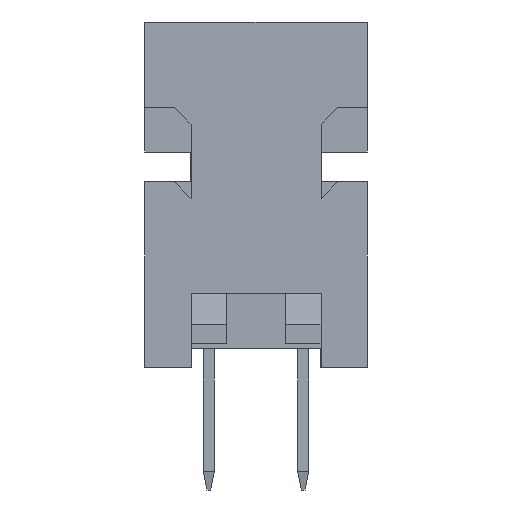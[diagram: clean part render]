
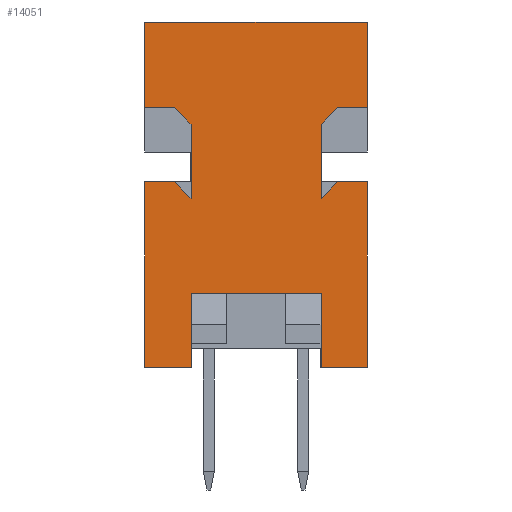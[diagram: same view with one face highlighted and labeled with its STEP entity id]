
A CAD part, front view. The second image highlights one B-rep face of the part: STEP entity #14051.
In plain terms, the highlighted face is planar.
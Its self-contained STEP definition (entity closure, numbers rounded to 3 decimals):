
#508=ORIENTED_EDGE('',*,*,#3356,.F.);
#509=ORIENTED_EDGE('',*,*,#3254,.F.);
#510=ORIENTED_EDGE('',*,*,#3357,.T.);
#511=ORIENTED_EDGE('',*,*,#3358,.F.);
#512=ORIENTED_EDGE('',*,*,#3359,.T.);
#513=ORIENTED_EDGE('',*,*,#3360,.F.);
#514=ORIENTED_EDGE('',*,*,#3361,.F.);
#515=ORIENTED_EDGE('',*,*,#3362,.T.);
#516=ORIENTED_EDGE('',*,*,#3363,.T.);
#517=ORIENTED_EDGE('',*,*,#3364,.F.);
#518=ORIENTED_EDGE('',*,*,#3365,.F.);
#519=ORIENTED_EDGE('',*,*,#3250,.F.);
#520=ORIENTED_EDGE('',*,*,#3366,.F.);
#521=ORIENTED_EDGE('',*,*,#3348,.T.);
#522=ORIENTED_EDGE('',*,*,#3353,.T.);
#523=ORIENTED_EDGE('',*,*,#3367,.T.);
#524=ORIENTED_EDGE('',*,*,#3368,.T.);
#525=ORIENTED_EDGE('',*,*,#3326,.F.);
#526=ORIENTED_EDGE('',*,*,#3354,.T.);
#527=ORIENTED_EDGE('',*,*,#3342,.F.);
#3250=EDGE_CURVE('',#4687,#4688,#5665,.T.);
#3254=EDGE_CURVE('',#4689,#4690,#5669,.T.);
#3326=EDGE_CURVE('',#4738,#4739,#5741,.T.);
#3342=EDGE_CURVE('',#4750,#4751,#5757,.T.);
#3348=EDGE_CURVE('',#4756,#4755,#5763,.T.);
#3353=EDGE_CURVE('',#4755,#4758,#5768,.T.);
#3354=EDGE_CURVE('',#4738,#4751,#5769,.T.);
#3356=EDGE_CURVE('',#4690,#4750,#5771,.T.);
#3357=EDGE_CURVE('',#4689,#4759,#5772,.T.);
#3358=EDGE_CURVE('',#4760,#4759,#5773,.T.);
#3359=EDGE_CURVE('',#4760,#4761,#5774,.T.);
#3360=EDGE_CURVE('',#4762,#4761,#5775,.T.);
#3361=EDGE_CURVE('',#4763,#4762,#5776,.T.);
#3362=EDGE_CURVE('',#4763,#4764,#5777,.T.);
#3363=EDGE_CURVE('',#4764,#4765,#5778,.T.);
#3364=EDGE_CURVE('',#4766,#4765,#5779,.T.);
#3365=EDGE_CURVE('',#4688,#4766,#5780,.T.);
#3366=EDGE_CURVE('',#4756,#4687,#5781,.T.);
#3367=EDGE_CURVE('',#4758,#4767,#5782,.T.);
#3368=EDGE_CURVE('',#4767,#4739,#5783,.T.);
#4687=VERTEX_POINT('',#18240);
#4688=VERTEX_POINT('',#18241);
#4689=VERTEX_POINT('',#18246);
#4690=VERTEX_POINT('',#18248);
#4738=VERTEX_POINT('',#18394);
#4739=VERTEX_POINT('',#18396);
#4750=VERTEX_POINT('',#18425);
#4751=VERTEX_POINT('',#18427);
#4755=VERTEX_POINT('',#18437);
#4756=VERTEX_POINT('',#18439);
#4758=VERTEX_POINT('',#18446);
#4759=VERTEX_POINT('',#18454);
#4760=VERTEX_POINT('',#18456);
#4761=VERTEX_POINT('',#18458);
#4762=VERTEX_POINT('',#18460);
#4763=VERTEX_POINT('',#18462);
#4764=VERTEX_POINT('',#18464);
#4765=VERTEX_POINT('',#18466);
#4766=VERTEX_POINT('',#18468);
#4767=VERTEX_POINT('',#18472);
#5665=LINE('',#18239,#7078);
#5669=LINE('',#18247,#7082);
#5741=LINE('',#18395,#7154);
#5757=LINE('',#18426,#7170);
#5763=LINE('',#18438,#7176);
#5768=LINE('',#18447,#7181);
#5769=LINE('',#18449,#7182);
#5771=LINE('',#18452,#7184);
#5772=LINE('',#18453,#7185);
#5773=LINE('',#18455,#7186);
#5774=LINE('',#18457,#7187);
#5775=LINE('',#18459,#7188);
#5776=LINE('',#18461,#7189);
#5777=LINE('',#18463,#7190);
#5778=LINE('',#18465,#7191);
#5779=LINE('',#18467,#7192);
#5780=LINE('',#18469,#7193);
#5781=LINE('',#18470,#7194);
#5782=LINE('',#18471,#7195);
#5783=LINE('',#18473,#7196);
#7078=VECTOR('',#15449,1000.);
#7082=VECTOR('',#15455,1000.);
#7154=VECTOR('',#15581,1000.);
#7170=VECTOR('',#15603,1000.);
#7176=VECTOR('',#15611,1000.);
#7181=VECTOR('',#15618,1000.);
#7182=VECTOR('',#15621,1000.);
#7184=VECTOR('',#15625,1000.);
#7185=VECTOR('',#15626,1000.);
#7186=VECTOR('',#15627,1000.);
#7187=VECTOR('',#15628,1000.);
#7188=VECTOR('',#15629,1000.);
#7189=VECTOR('',#15630,1000.);
#7190=VECTOR('',#15631,1000.);
#7191=VECTOR('',#15632,1000.);
#7192=VECTOR('',#15633,1000.);
#7193=VECTOR('',#15634,1000.);
#7194=VECTOR('',#15635,1000.);
#7195=VECTOR('',#15636,1000.);
#7196=VECTOR('',#15637,1000.);
#8371=EDGE_LOOP('',(#508,#509,#510,#511,#512,#513,#514,#515,#516,#517,#518,
#519,#520,#521,#522,#523,#524,#525,#526,#527));
#8978=FACE_BOUND('',#8371,.T.);
#9571=PLANE('',#14621);
#14051=ADVANCED_FACE('',(#8978),#9571,.T.);
#14621=AXIS2_PLACEMENT_3D('',#18451,#15623,#15624);
#15449=DIRECTION('',(0.,0.707,-0.707));
#15455=DIRECTION('',(0.,0.707,0.707));
#15581=DIRECTION('',(0.,0.,1.));
#15603=DIRECTION('',(0.,0.,-1.));
#15611=DIRECTION('',(0.,0.,-1.));
#15618=DIRECTION('',(0.,1.,0.));
#15621=DIRECTION('',(0.,1.,0.));
#15623=DIRECTION('',(1.,0.,0.));
#15624=DIRECTION('',(0.,0.,-1.));
#15625=DIRECTION('',(0.,1.,0.));
#15626=DIRECTION('',(0.,0.,1.));
#15627=DIRECTION('',(0.,-0.707,-0.707));
#15628=DIRECTION('',(0.,1.,0.));
#15629=DIRECTION('',(0.,0.,-1.));
#15630=DIRECTION('',(0.,1.,0.));
#15631=DIRECTION('',(0.,0.,-1.));
#15632=DIRECTION('',(0.,1.,0.));
#15633=DIRECTION('',(0.,-0.707,0.707));
#15634=DIRECTION('',(0.,0.,1.));
#15635=DIRECTION('',(0.,1.,0.));
#15636=DIRECTION('',(0.,0.,1.));
#15637=DIRECTION('',(0.,1.,0.));
#18239=CARTESIAN_POINT('',(11.615,-2.6,2.9));
#18240=CARTESIAN_POINT('',(11.615,-2.2,2.5));
#18241=CARTESIAN_POINT('',(11.615,-1.75,2.05));
#18246=CARTESIAN_POINT('',(11.615,1.75,2.05));
#18247=CARTESIAN_POINT('',(11.615,-0.4,-0.1));
#18248=CARTESIAN_POINT('',(11.615,2.2,2.5));
#18394=CARTESIAN_POINT('',(11.615,1.75,-2.5));
#18395=CARTESIAN_POINT('',(11.615,1.75,-3.57));
#18396=CARTESIAN_POINT('',(11.615,1.75,-0.5));
#18425=CARTESIAN_POINT('',(11.615,3.,2.5));
#18426=CARTESIAN_POINT('',(11.615,3.,2.5));
#18427=CARTESIAN_POINT('',(11.615,3.,-2.5));
#18437=CARTESIAN_POINT('',(11.615,-3.,-2.5));
#18438=CARTESIAN_POINT('',(11.615,-3.,2.5));
#18439=CARTESIAN_POINT('',(11.615,-3.,2.5));
#18446=CARTESIAN_POINT('',(11.615,-1.75,-2.5));
#18447=CARTESIAN_POINT('',(11.615,-3.,-2.5));
#18449=CARTESIAN_POINT('',(11.615,-3.,-2.5));
#18451=CARTESIAN_POINT('',(11.615,-3.,2.5));
#18452=CARTESIAN_POINT('',(11.615,-3.,2.5));
#18453=CARTESIAN_POINT('',(11.615,1.75,-0.5));
#18454=CARTESIAN_POINT('',(11.615,1.75,4.05));
#18455=CARTESIAN_POINT('',(11.615,2.2,4.5));
#18456=CARTESIAN_POINT('',(11.615,2.2,4.5));
#18457=CARTESIAN_POINT('',(11.615,-3.,4.5));
#18458=CARTESIAN_POINT('',(11.615,3.,4.5));
#18459=CARTESIAN_POINT('',(11.615,3.,6.8));
#18460=CARTESIAN_POINT('',(11.615,3.,6.8));
#18461=CARTESIAN_POINT('',(11.615,-3.,6.8));
#18462=CARTESIAN_POINT('',(11.615,-3.,6.8));
#18463=CARTESIAN_POINT('',(11.615,-3.,6.8));
#18464=CARTESIAN_POINT('',(11.615,-3.,4.5));
#18465=CARTESIAN_POINT('',(11.615,-3.,4.5));
#18466=CARTESIAN_POINT('',(11.615,-2.2,4.5));
#18467=CARTESIAN_POINT('',(11.615,-2.2,4.5));
#18468=CARTESIAN_POINT('',(11.615,-1.75,4.05));
#18469=CARTESIAN_POINT('',(11.615,-1.75,-0.5));
#18470=CARTESIAN_POINT('',(11.615,-3.,2.5));
#18471=CARTESIAN_POINT('',(11.615,-1.75,-3.57));
#18472=CARTESIAN_POINT('',(11.615,-1.75,-0.5));
#18473=CARTESIAN_POINT('',(11.615,-1.75,-0.5));
